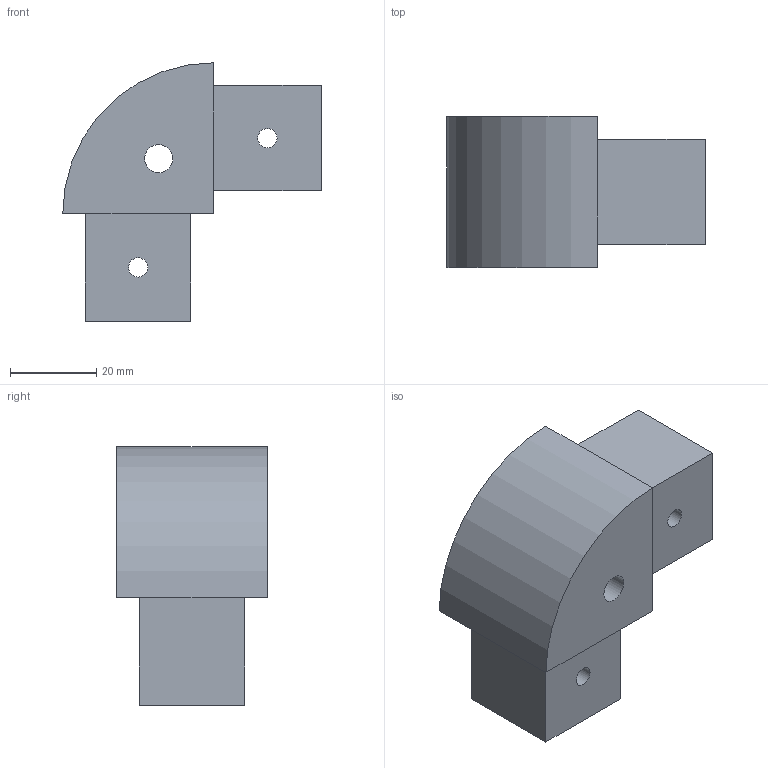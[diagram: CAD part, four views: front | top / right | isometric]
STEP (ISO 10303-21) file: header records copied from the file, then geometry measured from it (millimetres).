
FILE_DESCRIPTION(/* description */ (''),/* implementation_level */ '2;1');
FILE_NAME(/* name */ '90deg_Joint.step',/* time_stamp */ '2021-10-28T10:49:55+01:00',/* author */ (''),/* organization */ (''),/* preprocessor_version */ 'ST-DEVELOPER v15',/* originating_system */ 'SIEMENS PLM Software NX 9.0',/* authorisation */ '');
FILE_SCHEMA (('AUTOMOTIVE_DESIGN { 1 0 10303 214 3 1 1 1 }'));
Length unit declared in the file: millimetre
Products named in the file (1): 90deg_Joint
Bounding box: 60 x 35 x 60 mm (x, y, z)
Volume: 61745.7 mm3; surface area: 14876.9 mm2
Topology: 3 solids, 3 shells, 20 faces, 44 edges, 30 vertices
Faces by surface type: plane 16, cylinder 4
Full cylindrical faces by diameter (mm): 4.5 x2, 6.5 x1
Entity records: 565 total; most frequent: DIRECTION 89, CARTESIAN_POINT 88, ORIENTED_EDGE 78, EDGE_CURVE 39, LINE 31, VECTOR 31, EDGE_LOOP 29, AXIS2_PLACEMENT_3D 29
